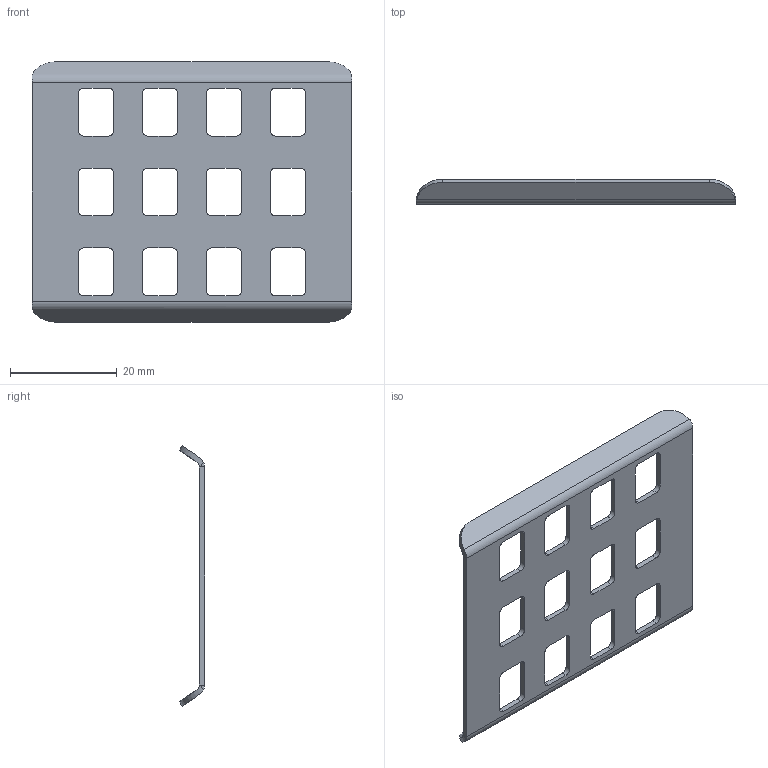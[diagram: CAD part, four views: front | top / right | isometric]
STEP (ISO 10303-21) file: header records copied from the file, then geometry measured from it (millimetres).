
FILE_DESCRIPTION((''),'2;1');
FILE_NAME('166631','2020-03-20T11:17:03',('tomasz.grudniewski'),(''),'CREO PARAMETRIC BY PTC INC, 2019080','CREO PARAMETRIC BY PTC INC, 2019080','');
FILE_SCHEMA(('CONFIG_CONTROL_DESIGN'));
Length unit declared in the file: millimetre
Products named in the file (1): 166631
Bounding box: 60 x 4.73 x 48.9 mm (x, y, z)
Volume: 2392.8 mm3; surface area: 5354.7 mm2
Topology: 1 solids, 1 shells, 118 faces, 344 edges, 228 vertices
Faces by surface type: plane 62, cylinder 56
Entity records: 4028 total; most frequent: CARTESIAN_POINT 732, ORIENTED_EDGE 688, DIRECTION 676, EDGE_CURVE 344, VERTEX_POINT 228, AXIS2_PLACEMENT_3D 226, VECTOR 224, LINE 224
